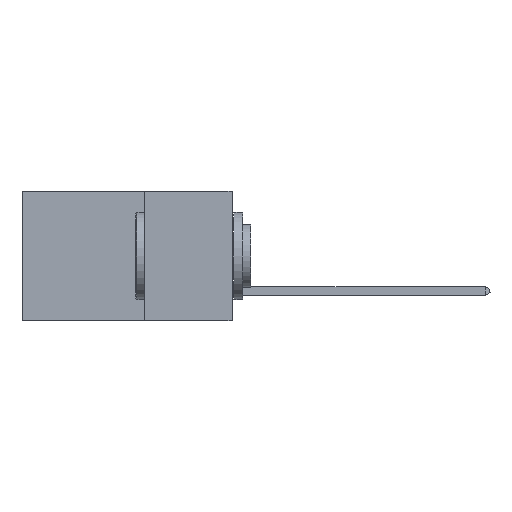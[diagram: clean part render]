
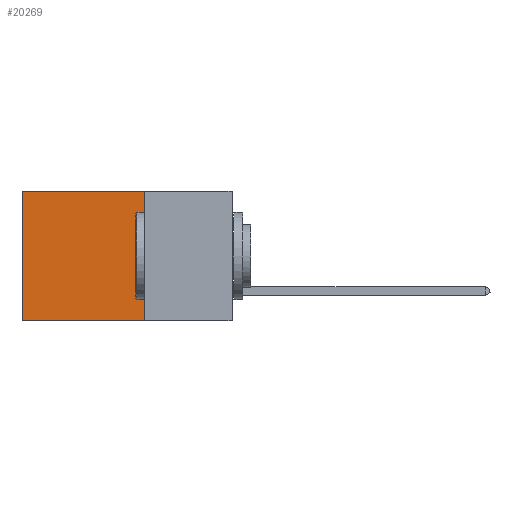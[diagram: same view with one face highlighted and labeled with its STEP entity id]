
A CAD part, left-side view. The second image highlights one B-rep face of the part: STEP entity #20269.
In plain terms, the highlighted planar face has unit normal (-1, 0, 0).
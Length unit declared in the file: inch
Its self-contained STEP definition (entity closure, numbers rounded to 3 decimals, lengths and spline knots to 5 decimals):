
#965 = LINE ( 'NONE', #41757, #29553 ) ;
#1121 = EDGE_CURVE ( 'NONE', #28068, #23898, #2769, .T. ) ;
#2769 = LINE ( 'NONE', #36703, #6287 ) ;
#3048 = LINE ( 'NONE', #17183, #47325 ) ;
#5541 = EDGE_LOOP ( 'NONE', ( #46807, #18441, #46192, #36385 ) ) ;
#6287 = VECTOR ( 'NONE', #32427, 39.37008 ) ;
#7123 = CARTESIAN_POINT ( 'NONE',  ( 0.2875, 0.6, -0.37 ) ) ;
#7413 = VECTOR ( 'NONE', #41538, 39.37008 ) ;
#8285 = DIRECTION ( 'NONE',  ( 1., 0., 0. ) ) ;
#11743 = VERTEX_POINT ( 'NONE', #16034 ) ;
#12301 = DIRECTION ( 'NONE',  ( 0., 0., -1. ) ) ;
#13109 = DIRECTION ( 'NONE',  ( 0., 1., 0. ) ) ;
#13218 = CARTESIAN_POINT ( 'NONE',  ( 0.2875, 0.25, 0. ) ) ;
#13902 = AXIS2_PLACEMENT_3D ( 'NONE', #26529, #8285, #22954 ) ;
#15622 = PLANE ( 'NONE',  #13902 ) ;
#16034 = CARTESIAN_POINT ( 'NONE',  ( 0.2875, 0.25, -0.37 ) ) ;
#16086 = FACE_OUTER_BOUND ( 'NONE', #5541, .T. ) ;
#16657 = CARTESIAN_POINT ( 'NONE',  ( 0.2875, 0.25, 0. ) ) ;
#17183 = CARTESIAN_POINT ( 'NONE',  ( 0.2875, 0.25, -0.37 ) ) ;
#18441 = ORIENTED_EDGE ( 'NONE', *, *, #27475, .F. ) ;
#18599 = EDGE_CURVE ( 'NONE', #36342, #28068, #40636, .T. ) ;
#20269 = ADVANCED_FACE ( 'NONE', ( #16086 ), #15622, .F. ) ;
#22954 = DIRECTION ( 'NONE',  ( 0., 0., -1. ) ) ;
#23898 = VERTEX_POINT ( 'NONE', #7123 ) ;
#26529 = CARTESIAN_POINT ( 'NONE',  ( 0.2875, 0.25, 0. ) ) ;
#27475 = EDGE_CURVE ( 'NONE', #11743, #23898, #3048, .T. ) ;
#28068 = VERTEX_POINT ( 'NONE', #39200 ) ;
#29553 = VECTOR ( 'NONE', #12301, 39.37008 ) ;
#32427 = DIRECTION ( 'NONE',  ( 0., 0., -1. ) ) ;
#36342 = VERTEX_POINT ( 'NONE', #13218 ) ;
#36385 = ORIENTED_EDGE ( 'NONE', *, *, #18599, .T. ) ;
#36703 = CARTESIAN_POINT ( 'NONE',  ( 0.2875, 0.6, 0. ) ) ;
#39200 = CARTESIAN_POINT ( 'NONE',  ( 0.2875, 0.6, 0. ) ) ;
#40636 = LINE ( 'NONE', #16657, #7413 ) ;
#41538 = DIRECTION ( 'NONE',  ( 0., 1., 0. ) ) ;
#41757 = CARTESIAN_POINT ( 'NONE',  ( 0.2875, 0.25, 0. ) ) ;
#43886 = EDGE_CURVE ( 'NONE', #36342, #11743, #965, .T. ) ;
#46192 = ORIENTED_EDGE ( 'NONE', *, *, #43886, .F. ) ;
#46807 = ORIENTED_EDGE ( 'NONE', *, *, #1121, .T. ) ;
#47325 = VECTOR ( 'NONE', #13109, 39.37008 ) ;
